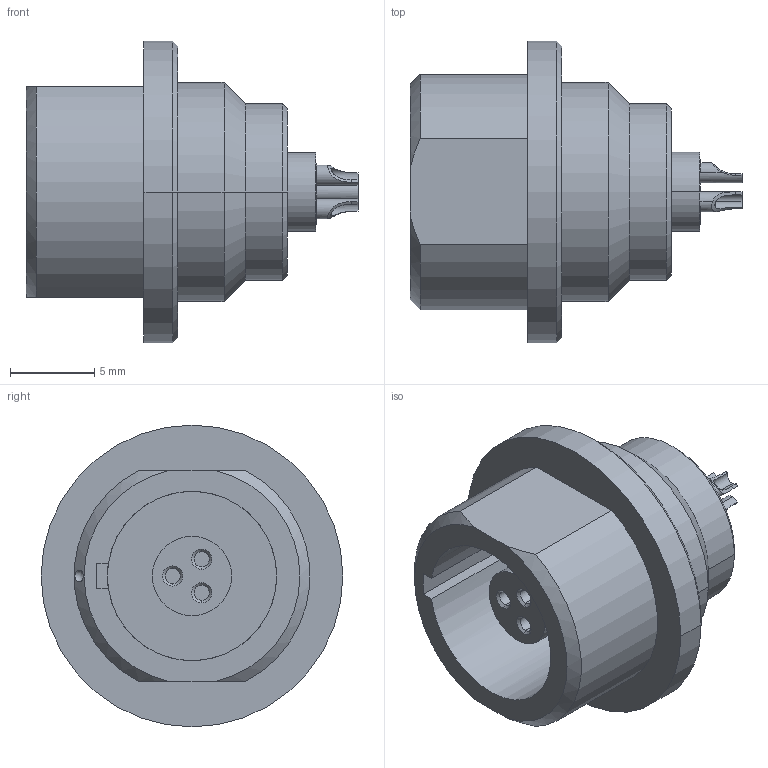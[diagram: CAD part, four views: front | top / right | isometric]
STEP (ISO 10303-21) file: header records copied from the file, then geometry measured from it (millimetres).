
FILE_DESCRIPTION((''),'2;1');
FILE_NAME('G30K0C-P03L','2013-11-04T',('RTrager'),(''),'PRO/ENGINEER BY PARAMETRIC TECHNOLOGY CORPORATION, 2013050','PRO/ENGINEER BY PARAMETRIC TECHNOLOGY CORPORATION, 2013050','');
FILE_SCHEMA(('CONFIG_CONTROL_DESIGN'));
Length unit declared in the file: millimetre
Products named in the file (1): G30K0C-P03L
Bounding box: 19.7 x 17.9 x 17.9 mm (x, y, z)
Volume: 1538.3 mm3; surface area: 1701.4 mm2
Topology: 1 solids, 1 shells, 87 faces, 206 edges, 132 vertices
Faces by surface type: cylinder 38, plane 26, cone 14, bspline 5, torus 3, sphere 1
Entity records: 3180 total; most frequent: CARTESIAN_POINT 1115, DIRECTION 436, ORIENTED_EDGE 408, EDGE_CURVE 204, AXIS2_PLACEMENT_3D 175, VERTEX_POINT 132, EDGE_LOOP 100, CIRCLE 93
